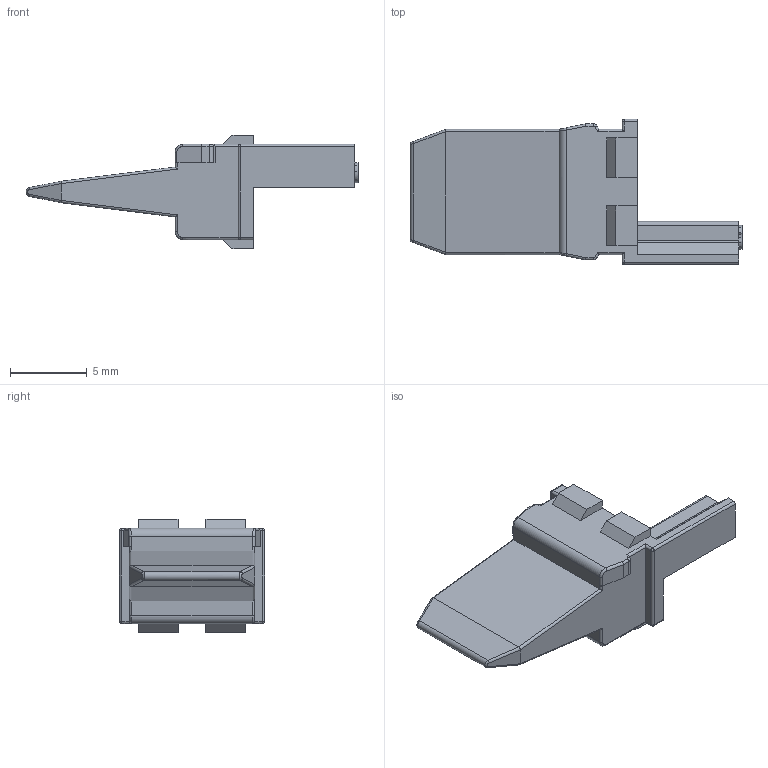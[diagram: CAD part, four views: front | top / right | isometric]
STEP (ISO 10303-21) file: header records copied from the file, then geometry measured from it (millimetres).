
FILE_DESCRIPTION((''),'2;1');
FILE_NAME('C-AW4P-C_3D','2022-06-21T',('Ronald.Yang'),(''),'PRO/ENGINEER BY PARAMETRIC TECHNOLOGY CORPORATION, 2016360','PRO/ENGINEER BY PARAMETRIC TECHNOLOGY CORPORATION, 2016360','');
FILE_SCHEMA(('CONFIG_CONTROL_DESIGN'));
Length unit declared in the file: millimetre
Products named in the file (1): C-AW4P-C_3D
Bounding box: 21.6 x 9.45 x 7.4 mm (x, y, z)
Volume: 475.4 mm3; surface area: 517.9 mm2
Topology: 1 solids, 1 shells, 119 faces, 310 edges, 190 vertices
Faces by surface type: plane 49, cylinder 42, extrusion 16, bspline 6, sphere 4, torus 2
Entity records: 4012 total; most frequent: CARTESIAN_POINT 1201, ORIENTED_EDGE 612, DIRECTION 506, EDGE_CURVE 306, VECTOR 208, LINE 192, VERTEX_POINT 190, AXIS2_PLACEMENT_3D 149
